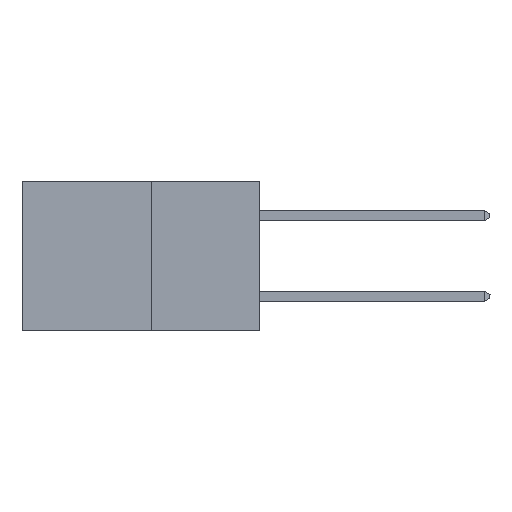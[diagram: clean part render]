
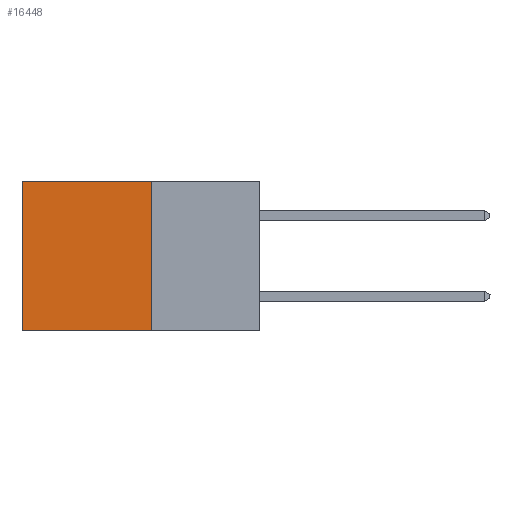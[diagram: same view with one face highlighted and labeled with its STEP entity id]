
A CAD part, left-side view. The second image highlights one B-rep face of the part: STEP entity #16448.
In plain terms, the highlighted planar face has unit normal (-1, 0, 0).
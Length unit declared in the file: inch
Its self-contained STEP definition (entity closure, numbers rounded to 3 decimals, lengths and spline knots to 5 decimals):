
#2198 = VECTOR ( 'NONE', #18222, 39.37008 ) ;
#2396 = CARTESIAN_POINT ( 'NONE',  ( 0.277, 0.27, 0. ) ) ;
#4632 = CARTESIAN_POINT ( 'NONE',  ( 0.277, 0.27, -0.37 ) ) ;
#5026 = LINE ( 'NONE', #21172, #18835 ) ;
#5648 = VERTEX_POINT ( 'NONE', #2396 ) ;
#5768 = DIRECTION ( 'NONE',  ( 0., 0., -1. ) ) ;
#5914 = VECTOR ( 'NONE', #12406, 39.37008 ) ;
#6368 = VERTEX_POINT ( 'NONE', #7164 ) ;
#6847 = DIRECTION ( 'NONE',  ( 0., 1., 0. ) ) ;
#7164 = CARTESIAN_POINT ( 'NONE',  ( 0.277, 0.59, -0.37 ) ) ;
#7383 = CARTESIAN_POINT ( 'NONE',  ( 0.277, 0.27, -0.37 ) ) ;
#7526 = EDGE_CURVE ( 'NONE', #5648, #8434, #11263, .T. ) ;
#7711 = ORIENTED_EDGE ( 'NONE', *, *, #7917, .T. ) ;
#7917 = EDGE_CURVE ( 'NONE', #15011, #6368, #16602, .T. ) ;
#7934 = VECTOR ( 'NONE', #17972, 39.37008 ) ;
#8434 = VERTEX_POINT ( 'NONE', #4632 ) ;
#9127 = ORIENTED_EDGE ( 'NONE', *, *, #17558, .F. ) ;
#9794 = CARTESIAN_POINT ( 'NONE',  ( 0.277, 0.59, 0. ) ) ;
#10345 = AXIS2_PLACEMENT_3D ( 'NONE', #14771, #16557, #5768 ) ;
#11122 = PLANE ( 'NONE',  #10345 ) ;
#11263 = LINE ( 'NONE', #7383, #5914 ) ;
#12406 = DIRECTION ( 'NONE',  ( 0., 0., -1. ) ) ;
#13018 = ORIENTED_EDGE ( 'NONE', *, *, #16326, .T. ) ;
#14771 = CARTESIAN_POINT ( 'NONE',  ( 0.277, 0.27, -0.37 ) ) ;
#15011 = VERTEX_POINT ( 'NONE', #9794 ) ;
#15671 = EDGE_LOOP ( 'NONE', ( #7711, #9127, #21674, #13018 ) ) ;
#16326 = EDGE_CURVE ( 'NONE', #5648, #15011, #22171, .T. ) ;
#16448 = ADVANCED_FACE ( 'NONE', ( #19401 ), #11122, .F. ) ;
#16557 = DIRECTION ( 'NONE',  ( 1., 0., 0. ) ) ;
#16602 = LINE ( 'NONE', #20005, #2198 ) ;
#17558 = EDGE_CURVE ( 'NONE', #8434, #6368, #5026, .T. ) ;
#17972 = DIRECTION ( 'NONE',  ( 0., 1., 0. ) ) ;
#18053 = CARTESIAN_POINT ( 'NONE',  ( 0.277, 0.27, 0. ) ) ;
#18222 = DIRECTION ( 'NONE',  ( 0., 0., -1. ) ) ;
#18835 = VECTOR ( 'NONE', #6847, 39.37008 ) ;
#19401 = FACE_OUTER_BOUND ( 'NONE', #15671, .T. ) ;
#20005 = CARTESIAN_POINT ( 'NONE',  ( 0.277, 0.59, -0.37 ) ) ;
#21172 = CARTESIAN_POINT ( 'NONE',  ( 0.277, 0.27, -0.37 ) ) ;
#21674 = ORIENTED_EDGE ( 'NONE', *, *, #7526, .F. ) ;
#22171 = LINE ( 'NONE', #18053, #7934 ) ;
